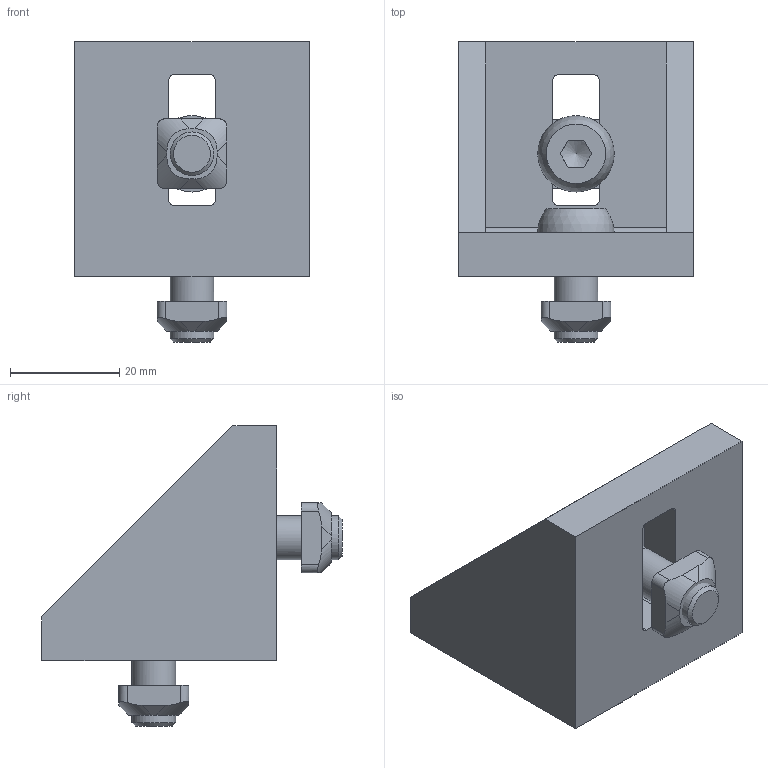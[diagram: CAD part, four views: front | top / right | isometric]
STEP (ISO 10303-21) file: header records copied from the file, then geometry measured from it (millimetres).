
FILE_DESCRIPTION(('STEP AP203'),'1');
FILE_NAME('FIXE00N1072.stp','2023-10-23T11:57:33',(' '),(' '),'Spatial InterOp 3D',' ',' ');
FILE_SCHEMA(('CONFIG_CONTROL_DESIGN'));
Length unit declared in the file: millimetre
Products named in the file (6): Kit Equerre 43x43x43 Al sablé; Equerre 43x43x43 Al sablé; Kit de fixation; Vis BHC - M8x20; Ecrou carré 8 45 M8
Assembly tree (7 placements, depth 3):
  Kit Equerre 43x43x43 Al sablé
    Equerre 43x43x43 Al sablé
    Kit de fixation
      Vis BHC - M8x20
      Ecrou carré 8 45 M8
    Kit de fixation
      Vis BHC - M8x20
      Ecrou carré 8 45 M8
Bounding box: 43 x 55 x 55 mm (x, y, z)
Volume: 33934.3 mm3; surface area: 14176 mm2
Topology: 5 solids, 5 shells, 95 faces, 241 edges, 158 vertices
Faces by surface type: plane 58, cylinder 31, cone 4, sphere 2
Full cylindrical faces by diameter (mm): 6.8 x2, 8 x4
Entity records: 3283 total; most frequent: CARTESIAN_POINT 465, DIRECTION 325, ORIENTED_EDGE 302, PROPERTY_DEFINITION_REPRESENTATION 165, GENERAL_PROPERTY_ASSOCIATION 165, PROPERTY_DEFINITION 165, REPRESENTATION 165, GENERAL_PROPERTY 165
